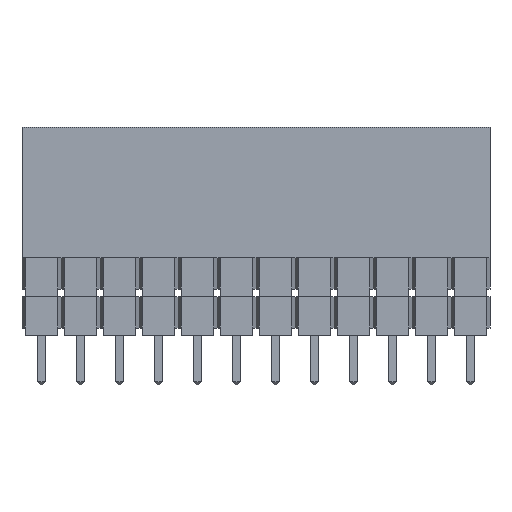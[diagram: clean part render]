
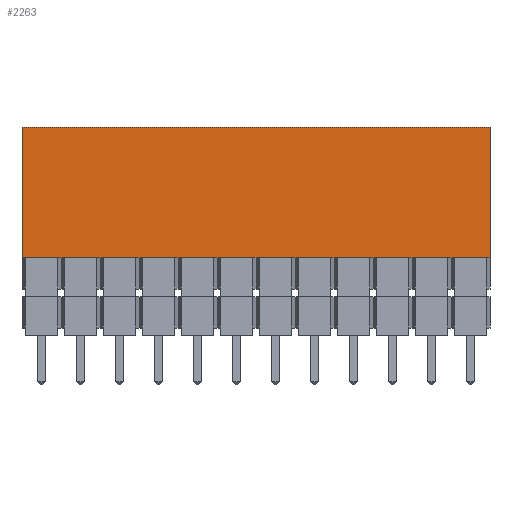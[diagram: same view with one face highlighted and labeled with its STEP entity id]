
A CAD part, front view. The second image highlights one B-rep face of the part: STEP entity #2263.
In plain terms, the highlighted planar face has unit normal (0, -1, 0).
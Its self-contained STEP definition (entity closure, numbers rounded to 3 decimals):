
#1152 = VERTEX_POINT('',#1153);
#1153 = CARTESIAN_POINT('',(-1.07,-1.27,5.08));
#1159 = EDGE_CURVE('',#1152,#1160,#1162,.T.);
#1160 = VERTEX_POINT('',#1161);
#1161 = CARTESIAN_POINT('',(1.07,-1.27,5.08));
#1162 = LINE('',#1163,#1164);
#1163 = CARTESIAN_POINT('',(-1.27,-1.27,5.08));
#1164 = VECTOR('',#1165,1.);
#1165 = DIRECTION('',(1.,0.,0.));
#2263 = ADVANCED_FACE('',(#2264),#2481,.F.);
#2264 = FACE_BOUND('',#2265,.F.);
#2265 = EDGE_LOOP('',(#2266,#2274,#2282,#2290,#2298,#2306,#2314,#2322,
    #2330,#2338,#2346,#2354,#2362,#2370,#2378,#2386,#2394,#2402,#2410,
    #2418,#2426,#2434,#2442,#2450,#2458,#2466,#2474,#2480));
#2266 = ORIENTED_EDGE('',*,*,#2267,.F.);
#2267 = EDGE_CURVE('',#2268,#1152,#2270,.T.);
#2268 = VERTEX_POINT('',#2269);
#2269 = CARTESIAN_POINT('',(-1.27,-1.27,5.08));
#2270 = LINE('',#2271,#2272);
#2271 = CARTESIAN_POINT('',(-1.27,-1.27,5.08));
#2272 = VECTOR('',#2273,1.);
#2273 = DIRECTION('',(1.,0.,0.));
#2274 = ORIENTED_EDGE('',*,*,#2275,.T.);
#2275 = EDGE_CURVE('',#2268,#2276,#2278,.T.);
#2276 = VERTEX_POINT('',#2277);
#2277 = CARTESIAN_POINT('',(-1.27,-1.27,13.58));
#2278 = LINE('',#2279,#2280);
#2279 = CARTESIAN_POINT('',(-1.27,-1.27,5.08));
#2280 = VECTOR('',#2281,1.);
#2281 = DIRECTION('',(0.,0.,1.));
#2282 = ORIENTED_EDGE('',*,*,#2283,.T.);
#2283 = EDGE_CURVE('',#2276,#2284,#2286,.T.);
#2284 = VERTEX_POINT('',#2285);
#2285 = CARTESIAN_POINT('',(29.21,-1.27,13.58));
#2286 = LINE('',#2287,#2288);
#2287 = CARTESIAN_POINT('',(-1.27,-1.27,13.58));
#2288 = VECTOR('',#2289,1.);
#2289 = DIRECTION('',(1.,0.,0.));
#2290 = ORIENTED_EDGE('',*,*,#2291,.F.);
#2291 = EDGE_CURVE('',#2292,#2284,#2294,.T.);
#2292 = VERTEX_POINT('',#2293);
#2293 = CARTESIAN_POINT('',(29.21,-1.27,5.08));
#2294 = LINE('',#2295,#2296);
#2295 = CARTESIAN_POINT('',(29.21,-1.27,5.08));
#2296 = VECTOR('',#2297,1.);
#2297 = DIRECTION('',(0.,0.,1.));
#2298 = ORIENTED_EDGE('',*,*,#2299,.F.);
#2299 = EDGE_CURVE('',#2300,#2292,#2302,.T.);
#2300 = VERTEX_POINT('',#2301);
#2301 = CARTESIAN_POINT('',(29.01,-1.27,5.08));
#2302 = LINE('',#2303,#2304);
#2303 = CARTESIAN_POINT('',(-1.27,-1.27,5.08));
#2304 = VECTOR('',#2305,1.);
#2305 = DIRECTION('',(1.,0.,0.));
#2306 = ORIENTED_EDGE('',*,*,#2307,.F.);
#2307 = EDGE_CURVE('',#2308,#2300,#2310,.T.);
#2308 = VERTEX_POINT('',#2309);
#2309 = CARTESIAN_POINT('',(26.87,-1.27,5.08));
#2310 = LINE('',#2311,#2312);
#2311 = CARTESIAN_POINT('',(26.67,-1.27,5.08));
#2312 = VECTOR('',#2313,1.);
#2313 = DIRECTION('',(1.,0.,0.));
#2314 = ORIENTED_EDGE('',*,*,#2315,.F.);
#2315 = EDGE_CURVE('',#2316,#2308,#2318,.T.);
#2316 = VERTEX_POINT('',#2317);
#2317 = CARTESIAN_POINT('',(26.47,-1.27,5.08));
#2318 = LINE('',#2319,#2320);
#2319 = CARTESIAN_POINT('',(-1.27,-1.27,5.08));
#2320 = VECTOR('',#2321,1.);
#2321 = DIRECTION('',(1.,0.,0.));
#2322 = ORIENTED_EDGE('',*,*,#2323,.F.);
#2323 = EDGE_CURVE('',#2324,#2316,#2326,.T.);
#2324 = VERTEX_POINT('',#2325);
#2325 = CARTESIAN_POINT('',(24.33,-1.27,5.08));
#2326 = LINE('',#2327,#2328);
#2327 = CARTESIAN_POINT('',(24.13,-1.27,5.08));
#2328 = VECTOR('',#2329,1.);
#2329 = DIRECTION('',(1.,0.,0.));
#2330 = ORIENTED_EDGE('',*,*,#2331,.F.);
#2331 = EDGE_CURVE('',#2332,#2324,#2334,.T.);
#2332 = VERTEX_POINT('',#2333);
#2333 = CARTESIAN_POINT('',(23.93,-1.27,5.08));
#2334 = LINE('',#2335,#2336);
#2335 = CARTESIAN_POINT('',(-1.27,-1.27,5.08));
#2336 = VECTOR('',#2337,1.);
#2337 = DIRECTION('',(1.,0.,0.));
#2338 = ORIENTED_EDGE('',*,*,#2339,.F.);
#2339 = EDGE_CURVE('',#2340,#2332,#2342,.T.);
#2340 = VERTEX_POINT('',#2341);
#2341 = CARTESIAN_POINT('',(21.79,-1.27,5.08));
#2342 = LINE('',#2343,#2344);
#2343 = CARTESIAN_POINT('',(21.59,-1.27,5.08));
#2344 = VECTOR('',#2345,1.);
#2345 = DIRECTION('',(1.,0.,0.));
#2346 = ORIENTED_EDGE('',*,*,#2347,.F.);
#2347 = EDGE_CURVE('',#2348,#2340,#2350,.T.);
#2348 = VERTEX_POINT('',#2349);
#2349 = CARTESIAN_POINT('',(21.39,-1.27,5.08));
#2350 = LINE('',#2351,#2352);
#2351 = CARTESIAN_POINT('',(-1.27,-1.27,5.08));
#2352 = VECTOR('',#2353,1.);
#2353 = DIRECTION('',(1.,0.,0.));
#2354 = ORIENTED_EDGE('',*,*,#2355,.F.);
#2355 = EDGE_CURVE('',#2356,#2348,#2358,.T.);
#2356 = VERTEX_POINT('',#2357);
#2357 = CARTESIAN_POINT('',(19.25,-1.27,5.08));
#2358 = LINE('',#2359,#2360);
#2359 = CARTESIAN_POINT('',(19.05,-1.27,5.08));
#2360 = VECTOR('',#2361,1.);
#2361 = DIRECTION('',(1.,0.,0.));
#2362 = ORIENTED_EDGE('',*,*,#2363,.F.);
#2363 = EDGE_CURVE('',#2364,#2356,#2366,.T.);
#2364 = VERTEX_POINT('',#2365);
#2365 = CARTESIAN_POINT('',(18.85,-1.27,5.08));
#2366 = LINE('',#2367,#2368);
#2367 = CARTESIAN_POINT('',(-1.27,-1.27,5.08));
#2368 = VECTOR('',#2369,1.);
#2369 = DIRECTION('',(1.,0.,0.));
#2370 = ORIENTED_EDGE('',*,*,#2371,.F.);
#2371 = EDGE_CURVE('',#2372,#2364,#2374,.T.);
#2372 = VERTEX_POINT('',#2373);
#2373 = CARTESIAN_POINT('',(16.71,-1.27,5.08));
#2374 = LINE('',#2375,#2376);
#2375 = CARTESIAN_POINT('',(16.51,-1.27,5.08));
#2376 = VECTOR('',#2377,1.);
#2377 = DIRECTION('',(1.,0.,0.));
#2378 = ORIENTED_EDGE('',*,*,#2379,.F.);
#2379 = EDGE_CURVE('',#2380,#2372,#2382,.T.);
#2380 = VERTEX_POINT('',#2381);
#2381 = CARTESIAN_POINT('',(16.31,-1.27,5.08));
#2382 = LINE('',#2383,#2384);
#2383 = CARTESIAN_POINT('',(-1.27,-1.27,5.08));
#2384 = VECTOR('',#2385,1.);
#2385 = DIRECTION('',(1.,0.,0.));
#2386 = ORIENTED_EDGE('',*,*,#2387,.F.);
#2387 = EDGE_CURVE('',#2388,#2380,#2390,.T.);
#2388 = VERTEX_POINT('',#2389);
#2389 = CARTESIAN_POINT('',(14.17,-1.27,5.08));
#2390 = LINE('',#2391,#2392);
#2391 = CARTESIAN_POINT('',(13.97,-1.27,5.08));
#2392 = VECTOR('',#2393,1.);
#2393 = DIRECTION('',(1.,0.,0.));
#2394 = ORIENTED_EDGE('',*,*,#2395,.F.);
#2395 = EDGE_CURVE('',#2396,#2388,#2398,.T.);
#2396 = VERTEX_POINT('',#2397);
#2397 = CARTESIAN_POINT('',(13.77,-1.27,5.08));
#2398 = LINE('',#2399,#2400);
#2399 = CARTESIAN_POINT('',(-1.27,-1.27,5.08));
#2400 = VECTOR('',#2401,1.);
#2401 = DIRECTION('',(1.,0.,0.));
#2402 = ORIENTED_EDGE('',*,*,#2403,.F.);
#2403 = EDGE_CURVE('',#2404,#2396,#2406,.T.);
#2404 = VERTEX_POINT('',#2405);
#2405 = CARTESIAN_POINT('',(11.63,-1.27,5.08));
#2406 = LINE('',#2407,#2408);
#2407 = CARTESIAN_POINT('',(11.43,-1.27,5.08));
#2408 = VECTOR('',#2409,1.);
#2409 = DIRECTION('',(1.,0.,0.));
#2410 = ORIENTED_EDGE('',*,*,#2411,.F.);
#2411 = EDGE_CURVE('',#2412,#2404,#2414,.T.);
#2412 = VERTEX_POINT('',#2413);
#2413 = CARTESIAN_POINT('',(11.23,-1.27,5.08));
#2414 = LINE('',#2415,#2416);
#2415 = CARTESIAN_POINT('',(-1.27,-1.27,5.08));
#2416 = VECTOR('',#2417,1.);
#2417 = DIRECTION('',(1.,0.,0.));
#2418 = ORIENTED_EDGE('',*,*,#2419,.F.);
#2419 = EDGE_CURVE('',#2420,#2412,#2422,.T.);
#2420 = VERTEX_POINT('',#2421);
#2421 = CARTESIAN_POINT('',(9.09,-1.27,5.08));
#2422 = LINE('',#2423,#2424);
#2423 = CARTESIAN_POINT('',(8.89,-1.27,5.08));
#2424 = VECTOR('',#2425,1.);
#2425 = DIRECTION('',(1.,0.,0.));
#2426 = ORIENTED_EDGE('',*,*,#2427,.F.);
#2427 = EDGE_CURVE('',#2428,#2420,#2430,.T.);
#2428 = VERTEX_POINT('',#2429);
#2429 = CARTESIAN_POINT('',(8.69,-1.27,5.08));
#2430 = LINE('',#2431,#2432);
#2431 = CARTESIAN_POINT('',(-1.27,-1.27,5.08));
#2432 = VECTOR('',#2433,1.);
#2433 = DIRECTION('',(1.,0.,0.));
#2434 = ORIENTED_EDGE('',*,*,#2435,.F.);
#2435 = EDGE_CURVE('',#2436,#2428,#2438,.T.);
#2436 = VERTEX_POINT('',#2437);
#2437 = CARTESIAN_POINT('',(6.55,-1.27,5.08));
#2438 = LINE('',#2439,#2440);
#2439 = CARTESIAN_POINT('',(6.35,-1.27,5.08));
#2440 = VECTOR('',#2441,1.);
#2441 = DIRECTION('',(1.,0.,0.));
#2442 = ORIENTED_EDGE('',*,*,#2443,.F.);
#2443 = EDGE_CURVE('',#2444,#2436,#2446,.T.);
#2444 = VERTEX_POINT('',#2445);
#2445 = CARTESIAN_POINT('',(6.15,-1.27,5.08));
#2446 = LINE('',#2447,#2448);
#2447 = CARTESIAN_POINT('',(-1.27,-1.27,5.08));
#2448 = VECTOR('',#2449,1.);
#2449 = DIRECTION('',(1.,0.,0.));
#2450 = ORIENTED_EDGE('',*,*,#2451,.F.);
#2451 = EDGE_CURVE('',#2452,#2444,#2454,.T.);
#2452 = VERTEX_POINT('',#2453);
#2453 = CARTESIAN_POINT('',(4.01,-1.27,5.08));
#2454 = LINE('',#2455,#2456);
#2455 = CARTESIAN_POINT('',(3.81,-1.27,5.08));
#2456 = VECTOR('',#2457,1.);
#2457 = DIRECTION('',(1.,0.,0.));
#2458 = ORIENTED_EDGE('',*,*,#2459,.F.);
#2459 = EDGE_CURVE('',#2460,#2452,#2462,.T.);
#2460 = VERTEX_POINT('',#2461);
#2461 = CARTESIAN_POINT('',(3.61,-1.27,5.08));
#2462 = LINE('',#2463,#2464);
#2463 = CARTESIAN_POINT('',(-1.27,-1.27,5.08));
#2464 = VECTOR('',#2465,1.);
#2465 = DIRECTION('',(1.,0.,0.));
#2466 = ORIENTED_EDGE('',*,*,#2467,.F.);
#2467 = EDGE_CURVE('',#2468,#2460,#2470,.T.);
#2468 = VERTEX_POINT('',#2469);
#2469 = CARTESIAN_POINT('',(1.47,-1.27,5.08));
#2470 = LINE('',#2471,#2472);
#2471 = CARTESIAN_POINT('',(1.27,-1.27,5.08));
#2472 = VECTOR('',#2473,1.);
#2473 = DIRECTION('',(1.,0.,0.));
#2474 = ORIENTED_EDGE('',*,*,#2475,.F.);
#2475 = EDGE_CURVE('',#1160,#2468,#2476,.T.);
#2476 = LINE('',#2477,#2478);
#2477 = CARTESIAN_POINT('',(-1.27,-1.27,5.08));
#2478 = VECTOR('',#2479,1.);
#2479 = DIRECTION('',(1.,0.,0.));
#2480 = ORIENTED_EDGE('',*,*,#1159,.F.);
#2481 = PLANE('',#2482);
#2482 = AXIS2_PLACEMENT_3D('',#2483,#2484,#2485);
#2483 = CARTESIAN_POINT('',(-1.27,-1.27,5.08));
#2484 = DIRECTION('',(0.,1.,0.));
#2485 = DIRECTION('',(0.,0.,1.));
